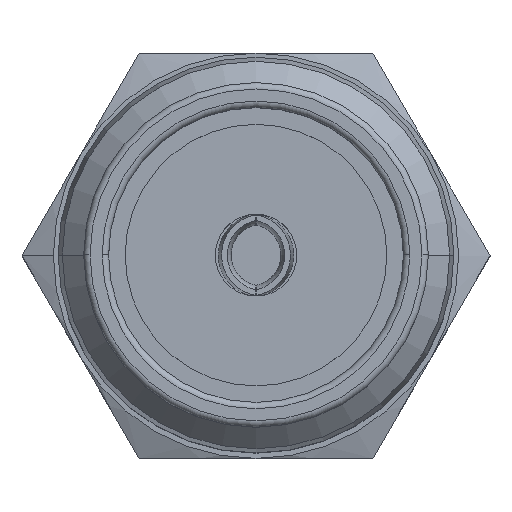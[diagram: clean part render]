
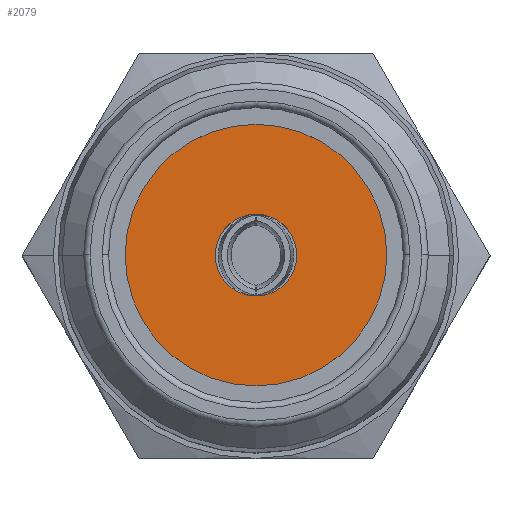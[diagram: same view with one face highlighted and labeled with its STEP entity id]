
A CAD part, top view. The second image highlights one B-rep face of the part: STEP entity #2079.
In plain terms, the highlighted planar face has unit normal (0, 0, 1).
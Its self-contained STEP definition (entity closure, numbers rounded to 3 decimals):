
#38 = CARTESIAN_POINT ( 'NONE',  ( 0., 0., -1.98 ) ) ;
#143 = VERTEX_POINT ( 'NONE', #3251 ) ;
#250 = VERTEX_POINT ( 'NONE', #781 ) ;
#305 = DIRECTION ( 'NONE',  ( 1., 0., 0. ) ) ;
#367 = CARTESIAN_POINT ( 'NONE',  ( 0., 0., -1.98 ) ) ;
#368 = EDGE_CURVE ( 'NONE', #250, #143, #2282, .T. ) ;
#437 = ORIENTED_EDGE ( 'NONE', *, *, #368, .F. ) ;
#486 = EDGE_LOOP ( 'NONE', ( #1327, #437 ) ) ;
#605 = FACE_BOUND ( 'NONE', #486, .T. ) ;
#781 = CARTESIAN_POINT ( 'NONE',  ( -0.64, 0., -1.98 ) ) ;
#995 = DIRECTION ( 'NONE',  ( 1., 0., 0. ) ) ;
#1030 = DIRECTION ( 'NONE',  ( 0., 0., 1. ) ) ;
#1113 = CIRCLE ( 'NONE', #2299, 0.64 ) ;
#1258 = AXIS2_PLACEMENT_3D ( 'NONE', #1262, #1030, #305 ) ;
#1262 = CARTESIAN_POINT ( 'NONE',  ( 0., 0., -1.98 ) ) ;
#1327 = ORIENTED_EDGE ( 'NONE', *, *, #1785, .F. ) ;
#1390 = DIRECTION ( 'NONE',  ( -1., 0., 0. ) ) ;
#1490 = DIRECTION ( 'NONE',  ( 0., 0., -1. ) ) ;
#1573 = DIRECTION ( 'NONE',  ( 0., 0., 1. ) ) ;
#1643 = CARTESIAN_POINT ( 'NONE',  ( 2.05, 0., -1.98 ) ) ;
#1762 = PLANE ( 'NONE',  #1983 ) ;
#1785 = EDGE_CURVE ( 'NONE', #143, #250, #1113, .T. ) ;
#1793 = EDGE_LOOP ( 'NONE', ( #2103, #2105 ) ) ;
#1840 = AXIS2_PLACEMENT_3D ( 'NONE', #367, #2210, #2446 ) ;
#1983 = AXIS2_PLACEMENT_3D ( 'NONE', #3349, #1490, #1390 ) ;
#2079 = ADVANCED_FACE ( 'NONE', ( #605, #2662 ), #1762, .F. ) ;
#2103 = ORIENTED_EDGE ( 'NONE', *, *, #2362, .T. ) ;
#2105 = ORIENTED_EDGE ( 'NONE', *, *, #2271, .T. ) ;
#2187 = CIRCLE ( 'NONE', #1840, 2.05 ) ;
#2210 = DIRECTION ( 'NONE',  ( 0., 0., 1. ) ) ;
#2271 = EDGE_CURVE ( 'NONE', #3223, #2304, #2187, .T. ) ;
#2282 = CIRCLE ( 'NONE', #1258, 0.64 ) ;
#2299 = AXIS2_PLACEMENT_3D ( 'NONE', #3209, #3138, #995 ) ;
#2304 = VERTEX_POINT ( 'NONE', #1643 ) ;
#2362 = EDGE_CURVE ( 'NONE', #2304, #3223, #3241, .T. ) ;
#2446 = DIRECTION ( 'NONE',  ( 1., 0., 0. ) ) ;
#2628 = CARTESIAN_POINT ( 'NONE',  ( -2.05, 0., -1.98 ) ) ;
#2662 = FACE_OUTER_BOUND ( 'NONE', #1793, .T. ) ;
#2897 = AXIS2_PLACEMENT_3D ( 'NONE', #38, #1573, #2905 ) ;
#2905 = DIRECTION ( 'NONE',  ( 1., 0., 0. ) ) ;
#3138 = DIRECTION ( 'NONE',  ( 0., 0., 1. ) ) ;
#3209 = CARTESIAN_POINT ( 'NONE',  ( 0., 0., -1.98 ) ) ;
#3223 = VERTEX_POINT ( 'NONE', #2628 ) ;
#3241 = CIRCLE ( 'NONE', #2897, 2.05 ) ;
#3251 = CARTESIAN_POINT ( 'NONE',  ( 0.64, 0., -1.98 ) ) ;
#3349 = CARTESIAN_POINT ( 'NONE',  ( 0., 0.64, -1.98 ) ) ;
